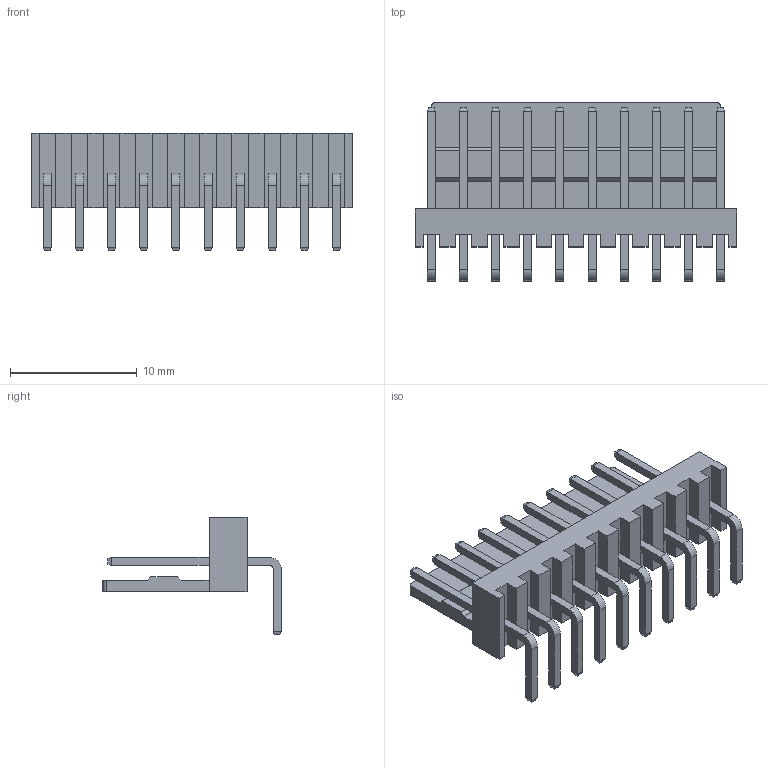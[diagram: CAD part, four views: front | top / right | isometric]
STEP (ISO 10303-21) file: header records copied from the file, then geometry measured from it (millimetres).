
FILE_DESCRIPTION (( 'STEP AP214' ), '1' );
FILE_NAME ('User Library-DS1070-10MR (WF-10RA CONNFLY).STEP', '2019-01-04T10:54:59', ( '' ), ( '' ), 'SwSTEP 2.0', 'SolidWorks 2018', '' );
FILE_SCHEMA (( 'AUTOMOTIVE_DESIGN' ));
Length unit declared in the file: millimetre
Products named in the file (1): User Library-DS1070-10MR (WF-10RA CONNFLY)
Bounding box: 25.4 x 14.1 x 9.3 mm (x, y, z)
Volume: 630.8 mm3; surface area: 1413 mm2
Topology: 1 solids, 1 shells, 276 faces, 682 edges, 428 vertices
Faces by surface type: plane 254, cylinder 22
Entity records: 8580 total; most frequent: CARTESIAN_POINT 1387, ORIENTED_EDGE 1364, DIRECTION 1280, EDGE_CURVE 682, LINE 638, VECTOR 638, VERTEX_POINT 428, AXIS2_PLACEMENT_3D 321
